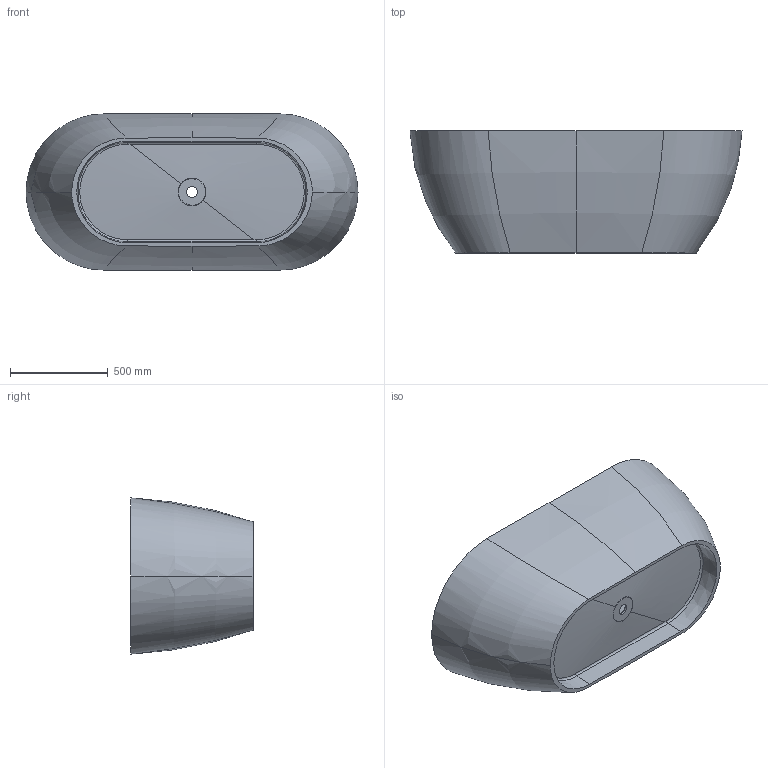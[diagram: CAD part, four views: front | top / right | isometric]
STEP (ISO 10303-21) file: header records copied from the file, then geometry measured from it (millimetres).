
FILE_DESCRIPTION (( 'STEP AP214' ), '1' );
FILE_NAME ('Greenland.STEP', '2019-11-01T11:58:38', ( '' ), ( '' ), 'SwSTEP 2.0', 'SolidWorks 2018', '' );
FILE_SCHEMA (( 'AUTOMOTIVE_DESIGN' ));
Length unit declared in the file: millimetre
Products named in the file (1): Greenland
Bounding box: 1700 x 625 x 800 mm (x, y, z)
Volume: 68474433.6 mm3; surface area: 6156879.9 mm2
Topology: 1 solids, 1 shells, 48 faces, 116 edges, 72 vertices
Faces by surface type: bspline 34, plane 6, cone 4, torus 2, cylinder 2
Entity records: 6518 total; most frequent: CARTESIAN_POINT 5569, ORIENTED_EDGE 232, DIRECTION 120, EDGE_CURVE 116, VERTEX_POINT 72, B_SPLINE_CURVE_WITH_KNOTS 62, EDGE_LOOP 52, AXIS2_PLACEMENT_3D 51
